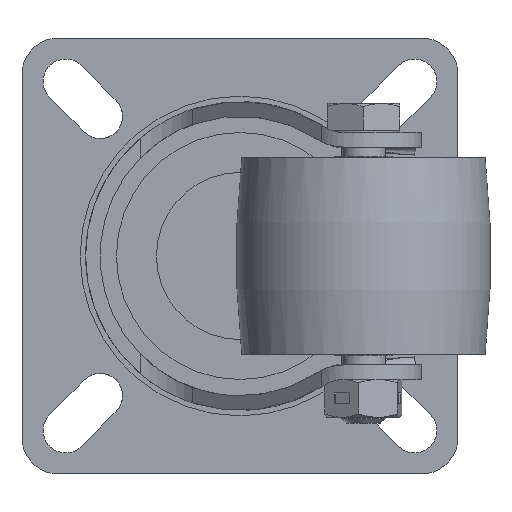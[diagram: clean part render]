
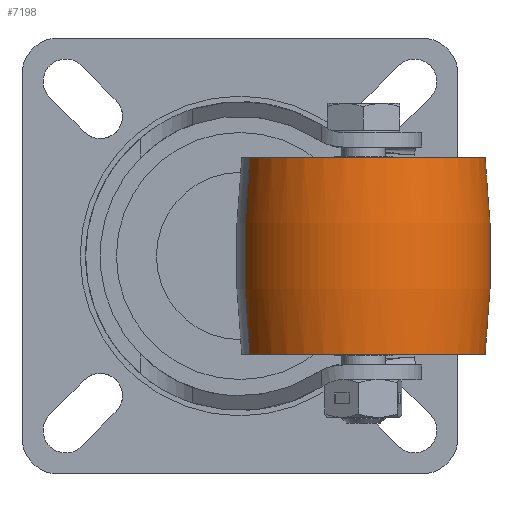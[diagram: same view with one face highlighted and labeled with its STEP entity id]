
A CAD part, front view. The second image highlights one B-rep face of the part: STEP entity #7198.
In plain terms, the highlighted toroidal (fillet/blend) face has major radius 104.375 mm and minor radius 121.875 mm.
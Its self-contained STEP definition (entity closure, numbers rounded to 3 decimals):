
#324 = VERTEX_POINT ( 'NONE', #1389 ) ;
#424 = EDGE_CURVE ( 'NONE', #7420, #12296, #10175, .T. ) ;
#1131 = DIRECTION ( 'NONE',  ( -0.934, -0.356, 0. ) ) ;
#1271 = EDGE_CURVE ( 'NONE', #3203, #324, #10819, .T. ) ;
#1385 = TOROIDAL_SURFACE ( 'NONE', #7336, -104.375, 121.875 ) ;
#1389 = CARTESIAN_POINT ( 'NONE',  ( 1.35, -41.271, 13.5 ) ) ;
#1640 = DIRECTION ( 'NONE',  ( 0., 0., -1. ) ) ;
#1732 = DIRECTION ( 'NONE',  ( -0.934, -0.356, 0. ) ) ;
#1735 = CARTESIAN_POINT ( 'NONE',  ( 17., -35.3, -13.5 ) ) ;
#2008 = CIRCLE ( 'NONE', #9285, 121.875 ) ;
#3153 = DIRECTION ( 'NONE',  ( 0.356, -0.934, 0. ) ) ;
#3203 = VERTEX_POINT ( 'NONE', #3804 ) ;
#3657 = FACE_OUTER_BOUND ( 'NONE', #10294, .T. ) ;
#3715 = CARTESIAN_POINT ( 'NONE',  ( 32.65, -29.329, -13.5 ) ) ;
#3804 = CARTESIAN_POINT ( 'NONE',  ( 32.65, -29.329, 13.5 ) ) ;
#4921 = DIRECTION ( 'NONE',  ( -0.934, -0.356, 0. ) ) ;
#5065 = CARTESIAN_POINT ( 'NONE',  ( 17., -35.3, 13.5 ) ) ;
#5373 = CIRCLE ( 'NONE', #6165, 121.875 ) ;
#6165 = AXIS2_PLACEMENT_3D ( 'NONE', #9794, #3153, #6496 ) ;
#6196 = AXIS2_PLACEMENT_3D ( 'NONE', #1735, #9442, #12802 ) ;
#6496 = DIRECTION ( 'NONE',  ( 0.934, 0.356, 0. ) ) ;
#6754 = ORIENTED_EDGE ( 'NONE', *, *, #1271, .T. ) ;
#7198 = ADVANCED_FACE ( 'NONE', ( #3657 ), #1385, .T. ) ;
#7336 = AXIS2_PLACEMENT_3D ( 'NONE', #11020, #14279, #1131 ) ;
#7420 = VERTEX_POINT ( 'NONE', #3715 ) ;
#8001 = ORIENTED_EDGE ( 'NONE', *, *, #424, .F. ) ;
#8139 = EDGE_CURVE ( 'NONE', #324, #12296, #5373, .T. ) ;
#9285 = AXIS2_PLACEMENT_3D ( 'NONE', #13627, #13767, #4921 ) ;
#9442 = DIRECTION ( 'NONE',  ( 0., 0., -1. ) ) ;
#9794 = CARTESIAN_POINT ( 'NONE',  ( 114.519, 1.905, 0. ) ) ;
#10175 = CIRCLE ( 'NONE', #6196, 16.75 ) ;
#10294 = EDGE_LOOP ( 'NONE', ( #13853, #6754, #11621, #8001 ) ) ;
#10819 = CIRCLE ( 'NONE', #12436, 16.75 ) ;
#11020 = CARTESIAN_POINT ( 'NONE',  ( 17., -35.3, 0. ) ) ;
#11621 = ORIENTED_EDGE ( 'NONE', *, *, #8139, .T. ) ;
#12296 = VERTEX_POINT ( 'NONE', #12767 ) ;
#12436 = AXIS2_PLACEMENT_3D ( 'NONE', #5065, #1640, #1732 ) ;
#12767 = CARTESIAN_POINT ( 'NONE',  ( 1.35, -41.271, -13.5 ) ) ;
#12802 = DIRECTION ( 'NONE',  ( -0.934, -0.356, 0. ) ) ;
#12805 = EDGE_CURVE ( 'NONE', #3203, #7420, #2008, .T. ) ;
#13627 = CARTESIAN_POINT ( 'NONE',  ( -80.519, -72.505, 0. ) ) ;
#13767 = DIRECTION ( 'NONE',  ( -0.356, 0.934, 0. ) ) ;
#13853 = ORIENTED_EDGE ( 'NONE', *, *, #12805, .F. ) ;
#14279 = DIRECTION ( 'NONE',  ( 0., 0., -1. ) ) ;
